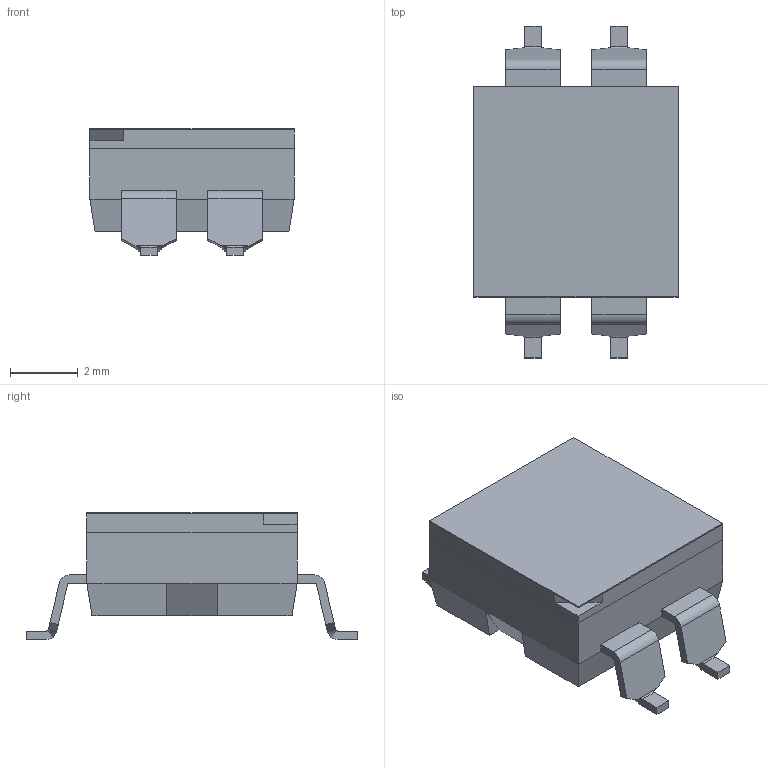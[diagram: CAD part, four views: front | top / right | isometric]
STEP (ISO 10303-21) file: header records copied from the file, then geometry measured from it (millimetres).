
FILE_DESCRIPTION( ( 'Unknown' ), '1' );
FILE_NAME( '418121160802A.stp', 'Unknown', ( 'Unknown' ), ( 'Unknown' ), 'PSStep 17.0.49', 'Unknown', ' ' );
FILE_SCHEMA( ( 'AUTOMOTIVE_DESIGN { 1 0 10303 214 1 1 1 1 }' ) );
Length unit declared in the file: millimetre
Products named in the file (8): Assem1; Actuator; Contact; Base 02; Cover 02; Tape 02; Terminal_front; Terminal_back
Assembly tree (11 placements, depth 2):
  Assem1
    Actuator  x2
    Contact  x2
    Base 02
    Cover 02
    Tape 02
    Terminal_front  x2
    Terminal_back  x2
Bounding box: 6.02 x 9.79 x 3.74 mm (x, y, z)
Volume: 101.3 mm3; surface area: 506.7 mm2
Topology: 11 solids, 11 shells, 376 faces, 1016 edges, 664 vertices
Faces by surface type: plane 309, cylinder 53, bspline 8, extrusion 6
Full cylindrical faces by diameter (mm): 0.45 x4, 0.5 x8, 1.9 x1
Entity records: 10291 total; most frequent: CARTESIAN_POINT 1847, ORIENTED_EDGE 1334, DIRECTION 1193, EDGE_CURVE 667, VECTOR 541, LINE 535, VERTEX_POINT 438, AXIS2_PLACEMENT_3D 326
